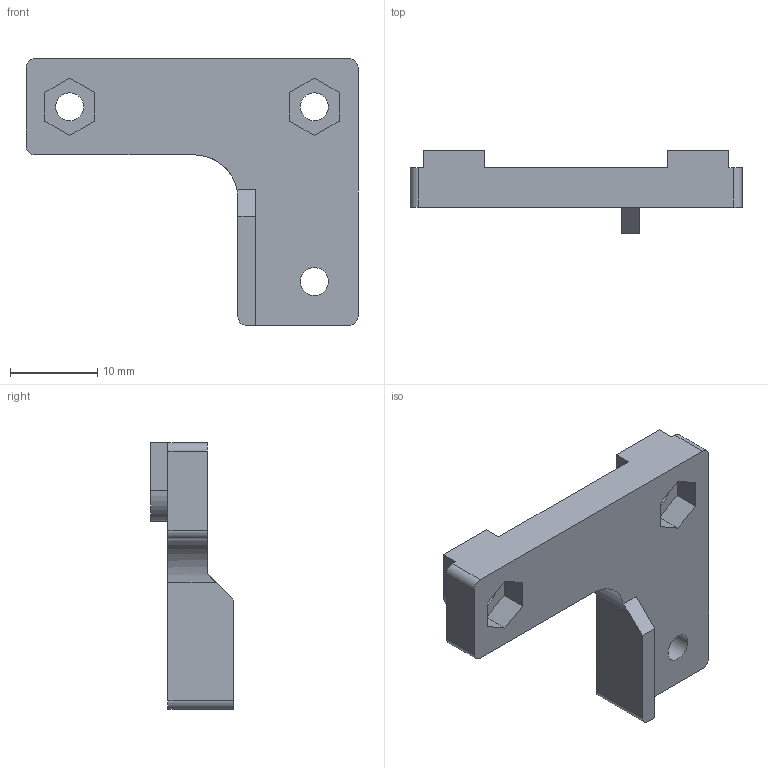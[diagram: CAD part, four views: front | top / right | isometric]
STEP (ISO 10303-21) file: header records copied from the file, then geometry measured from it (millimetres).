
FILE_DESCRIPTION(/* description */ (''),/* implementation_level */ '2;1');
FILE_NAME(/* name */ 'Y endstop base.step',/* time_stamp */ '2021-11-08T12:47:31+08:00',/* author */ (''),/* organization */ (''),/* preprocessor_version */ 'ST-DEVELOPER v18.1',/* originating_system */ 'Autodesk Translation Framework v10.10.0.1391',/* authorisation */ '');
FILE_SCHEMA (('AUTOMOTIVE_DESIGN { 1 0 10303 214 3 1 1 }'));
Length unit declared in the file: millimetre
Products named in the file (1): Y endstop base
Bounding box: 38 x 9.5 x 30.5 mm (x, y, z)
Volume: 3159.9 mm3; surface area: 2371 mm2
Topology: 1 solids, 1 shells, 42 faces, 114 edges, 76 vertices
Faces by surface type: plane 31, cylinder 11
Full cylindrical faces by diameter (mm): 3.2 x3
Entity records: 1366 total; most frequent: CARTESIAN_POINT 233, ORIENTED_EDGE 228, DIRECTION 223, EDGE_CURVE 114, LINE 91, VECTOR 91, VERTEX_POINT 76, AXIS2_PLACEMENT_3D 66
